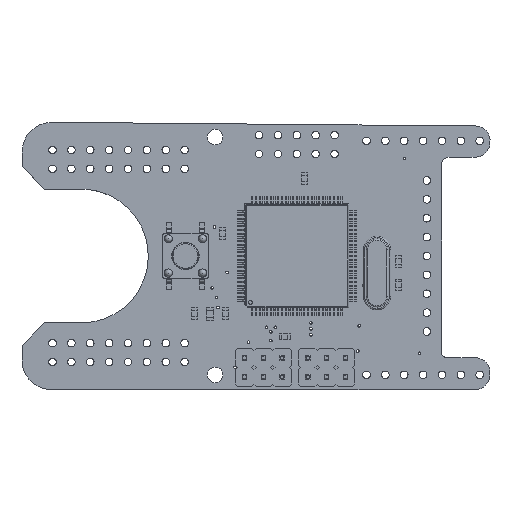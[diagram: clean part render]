
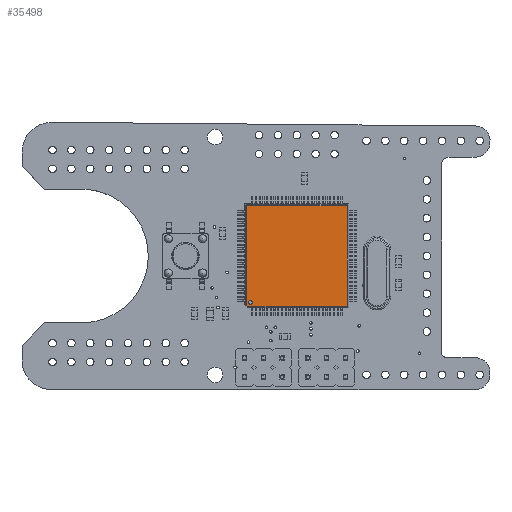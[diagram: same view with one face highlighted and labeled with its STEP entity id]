
A CAD part, top view. The second image highlights one B-rep face of the part: STEP entity #35498.
In plain terms, the highlighted planar face has unit normal (0, 0, 1).
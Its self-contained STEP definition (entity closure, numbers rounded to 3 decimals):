
#798=FACE_BOUND('',#5523,.T.);
#1555=PLANE('',#38631);
#3374=FACE_OUTER_BOUND('',#5522,.T.);
#5522=EDGE_LOOP('',(#28787,#28788,#28789,#28790,#28791));
#5523=EDGE_LOOP('',(#28792));
#8977=LINE('',#57520,#12824);
#8978=LINE('',#57522,#12825);
#8979=LINE('',#57524,#12826);
#8980=LINE('',#57526,#12827);
#8981=LINE('',#57527,#12828);
#12824=VECTOR('',#46950,1000.);
#12825=VECTOR('',#46951,1000.);
#12826=VECTOR('',#46952,1000.);
#12827=VECTOR('',#46953,1000.);
#12828=VECTOR('',#46954,1000.);
#14201=CIRCLE('',#36782,0.25);
#15471=VERTEX_POINT('',#50806);
#17810=VERTEX_POINT('',#57518);
#17811=VERTEX_POINT('',#57519);
#17812=VERTEX_POINT('',#57521);
#17813=VERTEX_POINT('',#57523);
#17814=VERTEX_POINT('',#57525);
#18887=EDGE_CURVE('',#15471,#15471,#14201,.T.);
#22194=EDGE_CURVE('',#17810,#17811,#8977,.T.);
#22195=EDGE_CURVE('',#17811,#17812,#8978,.T.);
#22196=EDGE_CURVE('',#17812,#17813,#8979,.T.);
#22197=EDGE_CURVE('',#17813,#17814,#8980,.T.);
#22198=EDGE_CURVE('',#17814,#17810,#8981,.T.);
#28787=ORIENTED_EDGE('',*,*,#22194,.T.);
#28788=ORIENTED_EDGE('',*,*,#22195,.T.);
#28789=ORIENTED_EDGE('',*,*,#22196,.T.);
#28790=ORIENTED_EDGE('',*,*,#22197,.T.);
#28791=ORIENTED_EDGE('',*,*,#22198,.T.);
#28792=ORIENTED_EDGE('',*,*,#18887,.F.);
#35498=ADVANCED_FACE('',(#3374,#798),#1555,.T.);
#36782=AXIS2_PLACEMENT_3D('',#50808,#40728,#40729);
#38631=AXIS2_PLACEMENT_3D('',#57517,#46948,#46949);
#40728=DIRECTION('center_axis',(0.,0.,
1.));
#40729=DIRECTION('ref_axis',(-1.,0.,0.));
#46948=DIRECTION('center_axis',(0.,0.,
1.));
#46949=DIRECTION('ref_axis',(-1.,0.,0.));
#46950=DIRECTION('',(-1.,0.,0.));
#46951=DIRECTION('',(-0.707,-0.707,0.));
#46952=DIRECTION('',(0.,-1.,0.));
#46953=DIRECTION('',(1.,0.,0.));
#46954=DIRECTION('',(0.,1.,0.));
#50806=CARTESIAN_POINT('',(-6.,6.25,1.2));
#50808=CARTESIAN_POINT('Origin',(-6.25,6.25,1.2));
#57517=CARTESIAN_POINT('Origin',(0.,0.,
1.2));
#57518=CARTESIAN_POINT('',(6.779,6.779,1.2));
#57519=CARTESIAN_POINT('',(-6.58,6.779,1.2));
#57520=CARTESIAN_POINT('',(0.,6.779,1.2));
#57521=CARTESIAN_POINT('',(-6.779,6.58,1.2));
#57522=CARTESIAN_POINT('',(-6.708,6.651,1.2));
#57523=CARTESIAN_POINT('',(-6.779,-6.779,1.2));
#57524=CARTESIAN_POINT('',(-6.779,0.,1.2));
#57525=CARTESIAN_POINT('',(6.779,-6.779,1.2));
#57526=CARTESIAN_POINT('',(0.,-6.779,1.2));
#57527=CARTESIAN_POINT('',(6.779,0.,1.2));
